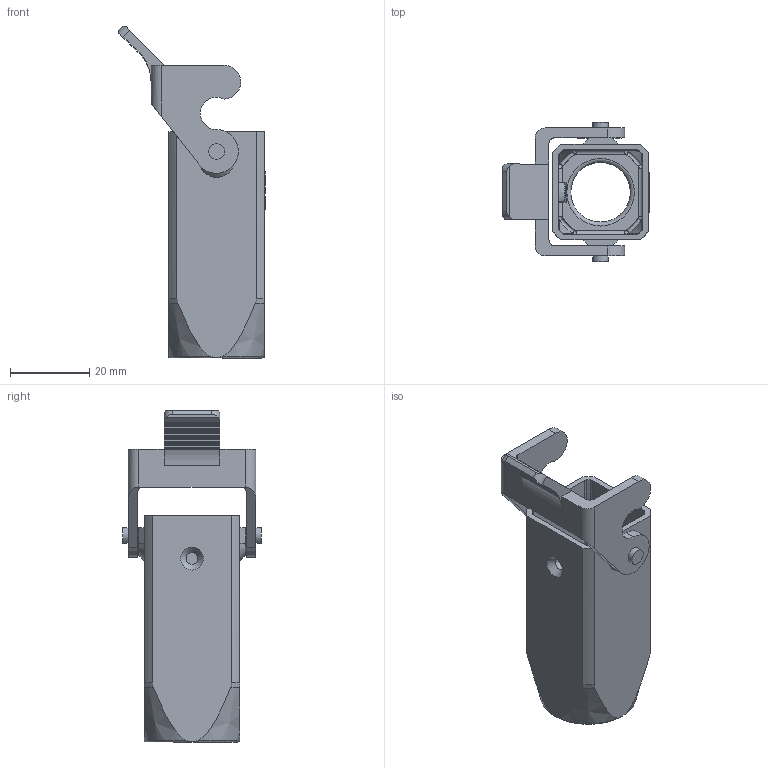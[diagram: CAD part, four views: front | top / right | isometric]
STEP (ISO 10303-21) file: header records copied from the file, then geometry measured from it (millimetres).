
FILE_DESCRIPTION(/* description */ (''),/* implementation_level */ '2;1');
FILE_NAME(/* name */ '100124594ugm000_b.stp',/* time_stamp */ '2017-09-29T09:48:57+02:00',/* author */ (''),/* organization */ (''),/* preprocessor_version */ 'ST-DEVELOPER v16',/* originating_system */ 'SIEMENS PLM Software NX 10.0',/* authorisation */ '');
FILE_SCHEMA (('AUTOMOTIVE_DESIGN { 1 0 10303 214 3 1 1 1 }'));
Length unit declared in the file: millimetre
Products named in the file (1): 100124594ugm000_b
Bounding box: 36.97 x 35 x 83.6 mm (x, y, z)
Volume: 12062 mm3; surface area: 13653.6 mm2
Topology: 1 solids, 1 shells, 313 faces, 855 edges, 562 vertices
Faces by surface type: plane 195, cylinder 59, bspline 46, cone 13
Full cylindrical faces by diameter (mm): 0.7 x1, 0.981 x1, 3 x1, 4 x2, 5.8 x1, 8 x1, 15 x1, 20 x1
Entity records: 13696 total; most frequent: CARTESIAN_POINT 4068, ORIENTED_EDGE 1664, DIRECTION 1306, EDGE_CURVE 832, VERTEX_POINT 556, LINE 552, VECTOR 552, AXIS2_PLACEMENT_3D 377
